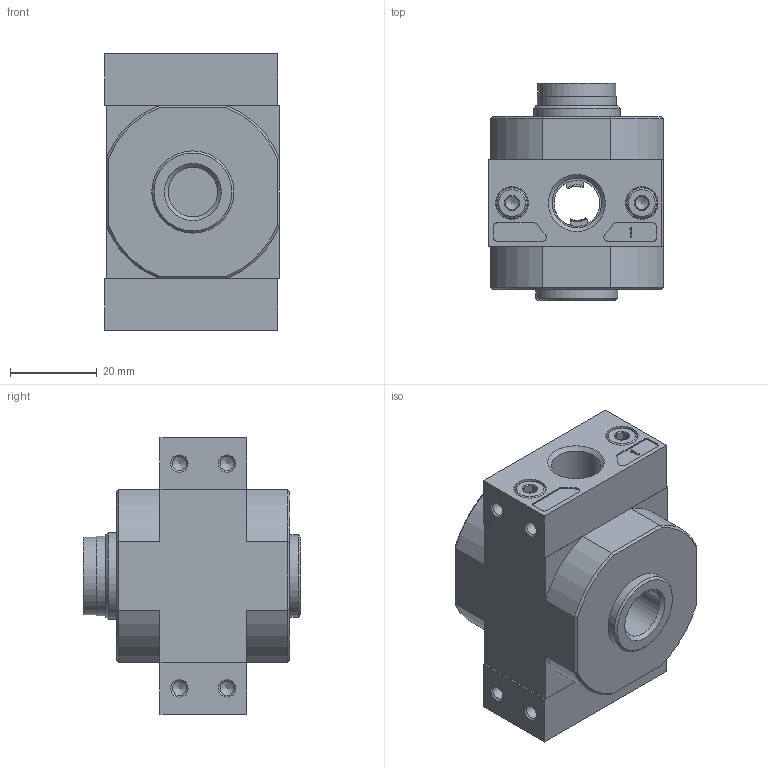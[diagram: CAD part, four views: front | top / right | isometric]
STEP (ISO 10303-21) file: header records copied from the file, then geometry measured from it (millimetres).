
FILE_DESCRIPTION(/* description */ ('STEP AP214'),/* implementation_level */ '2;1');
FILE_NAME(/* name */ '164950_FRM-1_4-D-MINI',/* time_stamp */ '2024-08-28T18:44:05+02:00',/* author */ ('License CC BY-ND 4.0'),/* organization */ ('CADENAS'),/* preprocessor_version */ 'ST-DEVELOPER v19.3',/* originating_system */ 'PARTsolutions',/* authorisation */ ' ');
FILE_SCHEMA (('AUTOMOTIVE_DESIGN {1 0 10303 214 3 1 1}'));
Length unit declared in the file: millimetre
Products named in the file (8): 164950 FRM-1/4-D-MINI; 724703 FRM-...-D-MINI; 359787 LF-D-MINI; 380291 PBL-1/4-D-MINI-R---(0) p1; DIN-912 - M4x16(F); 380289 PBL-1/4-D-MINI-L---(1) p1; DIN-908 G1/4A; 531772 OK-1/4
Assembly tree (11 placements, depth 2):
  164950 FRM-1/4-D-MINI
    724703 FRM-...-D-MINI
    359787 LF-D-MINI  x2
    380291 PBL-1/4-D-MINI-R---(0) p1
    DIN-912 - M4x16(F)  x4
    380289 PBL-1/4-D-MINI-L---(1) p1
    DIN-908 G1/4A
    531772 OK-1/4
Bounding box: 40.4 x 50.2 x 64 mm (x, y, z)
Volume: 69902.9 mm3; surface area: 26873.9 mm2
Topology: 11 solids, 12 shells, 366 faces, 801 edges, 485 vertices
Faces by surface type: plane 169, cone 108, cylinder 86, torus 3
Full cylindrical faces by diameter (mm): 3.242 x8, 4 x4, 5.2 x4, 6.3 x4, 6.5 x2, 7 x4, 7.9 x1, 10.6 x1, 11.445 x4, 11.6 x1, 12.01 x1, 13.157 x1, 13.3 x1, 15.6 x1, 15.9 x1, 16.2 x1, 18 x1, 18.1 x1, 18.3 x1, 19 x2, 19.1 x1, 20 x1, 37 x1
Entity records: 7993 total; most frequent: CARTESIAN_POINT 1365, DIRECTION 1256, ORIENTED_EDGE 1030, EDGE_CURVE 515, AXIS2_PLACEMENT_3D 504, FACE_BOUND 402, EDGE_LOOP 394, VERTEX_POINT 377
